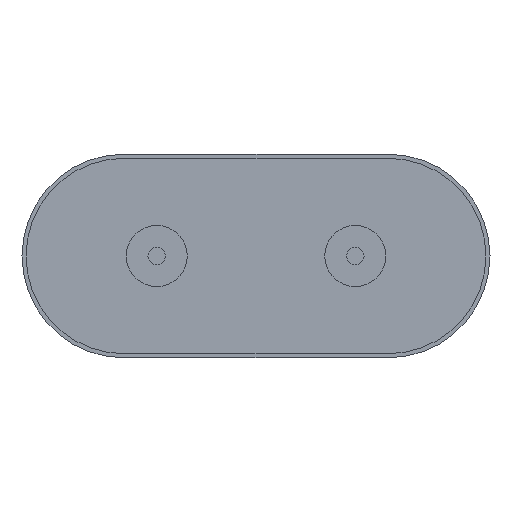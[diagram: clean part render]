
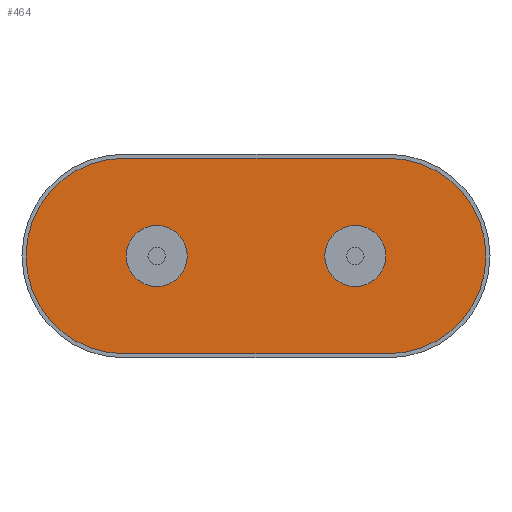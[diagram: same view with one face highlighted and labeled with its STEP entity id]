
A CAD part, front view. The second image highlights one B-rep face of the part: STEP entity #464.
In plain terms, the highlighted planar face has unit normal (0, -1, 0).
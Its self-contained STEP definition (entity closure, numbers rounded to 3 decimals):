
#1 = VERTEX_POINT ( 'NONE', #188 ) ;
#8 = FACE_BOUND ( 'NONE', #13, .T. ) ;
#13 = EDGE_LOOP ( 'NONE', ( #242, #530 ) ) ;
#14 = CARTESIAN_POINT ( 'NONE',  ( 3.25, -3.68, 0. ) ) ;
#18 = EDGE_CURVE ( 'NONE', #45, #643, #392, .T. ) ;
#37 = EDGE_CURVE ( 'NONE', #1031, #197, #1140, .T. ) ;
#45 = VERTEX_POINT ( 'NONE', #990 ) ;
#92 = VERTEX_POINT ( 'NONE', #992 ) ;
#98 = VECTOR ( 'NONE', #277, 1000. ) ;
#117 = CARTESIAN_POINT ( 'NONE',  ( -2.44, -3.68, 0. ) ) ;
#118 = PLANE ( 'NONE',  #674 ) ;
#131 = CIRCLE ( 'NONE', #271, 0.75 ) ;
#143 = DIRECTION ( 'NONE',  ( 0., 0., -1. ) ) ;
#188 = CARTESIAN_POINT ( 'NONE',  ( 2.44, -3.68, -0.75 ) ) ;
#195 = DIRECTION ( 'NONE',  ( 0., 0., -1. ) ) ;
#197 = VERTEX_POINT ( 'NONE', #932 ) ;
#212 = ORIENTED_EDGE ( 'NONE', *, *, #18, .T. ) ;
#215 = EDGE_CURVE ( 'NONE', #826, #92, #401, .T. ) ;
#242 = ORIENTED_EDGE ( 'NONE', *, *, #970, .F. ) ;
#271 = AXIS2_PLACEMENT_3D ( 'NONE', #1123, #863, #143 ) ;
#275 = EDGE_LOOP ( 'NONE', ( #358, #212, #1078, #386 ) ) ;
#276 = AXIS2_PLACEMENT_3D ( 'NONE', #117, #380, #195 ) ;
#277 = DIRECTION ( 'NONE',  ( -1., 0., 0. ) ) ;
#293 = DIRECTION ( 'NONE',  ( 0., 0., -1. ) ) ;
#307 = DIRECTION ( 'NONE',  ( 0., 0., -1. ) ) ;
#314 = DIRECTION ( 'NONE',  ( 0., -1., 0. ) ) ;
#358 = ORIENTED_EDGE ( 'NONE', *, *, #1079, .T. ) ;
#380 = DIRECTION ( 'NONE',  ( 0., -1., 0. ) ) ;
#386 = ORIENTED_EDGE ( 'NONE', *, *, #215, .T. ) ;
#392 = LINE ( 'NONE', #650, #98 ) ;
#398 = CARTESIAN_POINT ( 'NONE',  ( 3.25, -3.68, 0. ) ) ;
#401 = LINE ( 'NONE', #1030, #1014 ) ;
#415 = CARTESIAN_POINT ( 'NONE',  ( -3.25, -3.68, 2.4 ) ) ;
#430 = VERTEX_POINT ( 'NONE', #447 ) ;
#447 = CARTESIAN_POINT ( 'NONE',  ( 2.44, -3.68, 0.75 ) ) ;
#464 = ADVANCED_FACE ( 'NONE', ( #8, #728, #1085 ), #118, .F. ) ;
#467 = DIRECTION ( 'NONE',  ( 0., 0., 1. ) ) ;
#485 = CIRCLE ( 'NONE', #633, 2.4 ) ;
#513 = DIRECTION ( 'NONE',  ( 0., 0., -1. ) ) ;
#530 = ORIENTED_EDGE ( 'NONE', *, *, #37, .F. ) ;
#535 = ORIENTED_EDGE ( 'NONE', *, *, #1156, .F. ) ;
#542 = EDGE_CURVE ( 'NONE', #643, #826, #993, .T. ) ;
#551 = AXIS2_PLACEMENT_3D ( 'NONE', #1080, #314, #293 ) ;
#589 = DIRECTION ( 'NONE',  ( 1., 0., 0. ) ) ;
#633 = AXIS2_PLACEMENT_3D ( 'NONE', #398, #762, #307 ) ;
#643 = VERTEX_POINT ( 'NONE', #415 ) ;
#650 = CARTESIAN_POINT ( 'NONE',  ( 3.25, -3.68, 2.4 ) ) ;
#674 = AXIS2_PLACEMENT_3D ( 'NONE', #14, #1003, #467 ) ;
#677 = CARTESIAN_POINT ( 'NONE',  ( -2.44, -3.68, 0. ) ) ;
#728 = FACE_BOUND ( 'NONE', #1105, .T. ) ;
#749 = CIRCLE ( 'NONE', #1100, 0.75 ) ;
#762 = DIRECTION ( 'NONE',  ( 0., -1., 0. ) ) ;
#807 = CARTESIAN_POINT ( 'NONE',  ( -3.25, -3.68, -2.4 ) ) ;
#826 = VERTEX_POINT ( 'NONE', #807 ) ;
#840 = DIRECTION ( 'NONE',  ( 0., 0., -1. ) ) ;
#858 = DIRECTION ( 'NONE',  ( 0., -1., 0. ) ) ;
#863 = DIRECTION ( 'NONE',  ( 0., -1., 0. ) ) ;
#932 = CARTESIAN_POINT ( 'NONE',  ( -2.44, -3.68, -0.75 ) ) ;
#970 = EDGE_CURVE ( 'NONE', #197, #1031, #749, .T. ) ;
#990 = CARTESIAN_POINT ( 'NONE',  ( 3.25, -3.68, 2.4 ) ) ;
#992 = CARTESIAN_POINT ( 'NONE',  ( 3.25, -3.68, -2.4 ) ) ;
#993 = CIRCLE ( 'NONE', #551, 2.4 ) ;
#998 = ORIENTED_EDGE ( 'NONE', *, *, #1094, .F. ) ;
#1000 = AXIS2_PLACEMENT_3D ( 'NONE', #1057, #1147, #513 ) ;
#1003 = DIRECTION ( 'NONE',  ( 0., 1., 0. ) ) ;
#1014 = VECTOR ( 'NONE', #589, 1000. ) ;
#1021 = CIRCLE ( 'NONE', #1000, 0.75 ) ;
#1030 = CARTESIAN_POINT ( 'NONE',  ( -3.25, -3.68, -2.4 ) ) ;
#1031 = VERTEX_POINT ( 'NONE', #1106 ) ;
#1057 = CARTESIAN_POINT ( 'NONE',  ( 2.44, -3.68, 0. ) ) ;
#1078 = ORIENTED_EDGE ( 'NONE', *, *, #542, .T. ) ;
#1079 = EDGE_CURVE ( 'NONE', #92, #45, #485, .T. ) ;
#1080 = CARTESIAN_POINT ( 'NONE',  ( -3.25, -3.68, 0. ) ) ;
#1085 = FACE_OUTER_BOUND ( 'NONE', #275, .T. ) ;
#1094 = EDGE_CURVE ( 'NONE', #1, #430, #131, .T. ) ;
#1100 = AXIS2_PLACEMENT_3D ( 'NONE', #677, #858, #840 ) ;
#1105 = EDGE_LOOP ( 'NONE', ( #998, #535 ) ) ;
#1106 = CARTESIAN_POINT ( 'NONE',  ( -2.44, -3.68, 0.75 ) ) ;
#1123 = CARTESIAN_POINT ( 'NONE',  ( 2.44, -3.68, 0. ) ) ;
#1140 = CIRCLE ( 'NONE', #276, 0.75 ) ;
#1147 = DIRECTION ( 'NONE',  ( 0., -1., 0. ) ) ;
#1156 = EDGE_CURVE ( 'NONE', #430, #1, #1021, .T. ) ;
